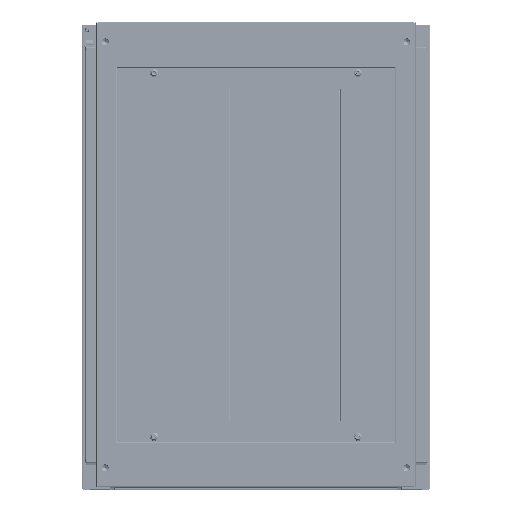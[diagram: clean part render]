
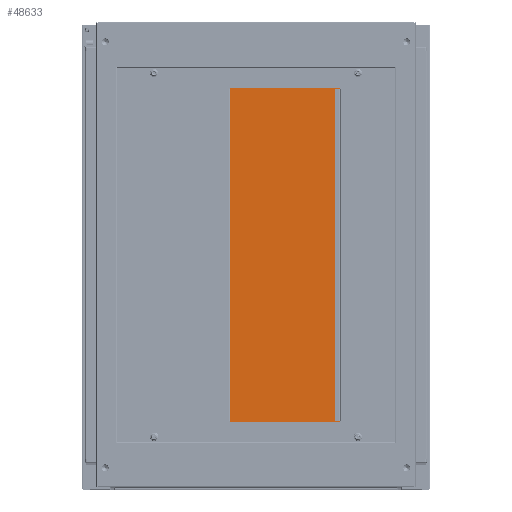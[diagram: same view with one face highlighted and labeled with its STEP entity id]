
A CAD part, top view. The second image highlights one B-rep face of the part: STEP entity #48633.
In plain terms, the highlighted face is planar.
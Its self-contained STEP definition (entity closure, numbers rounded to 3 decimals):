
#36194 = LINE ( 'NONE', #41005, #36209 ) ;
#36209 = VECTOR ( 'NONE', #41010, 1000. ) ;
#36217 = LINE ( 'NONE', #41013, #36219 ) ;
#36219 = VECTOR ( 'NONE', #41014, 1000. ) ;
#36220 = LINE ( 'NONE', #41015, #36222 ) ;
#36222 = VECTOR ( 'NONE', #41016, 1000. ) ;
#36224 = LINE ( 'NONE', #41017, #36227 ) ;
#36227 = VECTOR ( 'NONE', #41018, 1000. ) ;
#36229 = LINE ( 'NONE', #41019, #36231 ) ;
#36231 = VECTOR ( 'NONE', #41020, 1000. ) ;
#36232 = LINE ( 'NONE', #41021, #36234 ) ;
#36234 = VECTOR ( 'NONE', #41022, 1000. ) ;
#36237 = LINE ( 'NONE', #41023, #36238 ) ;
#36238 = VECTOR ( 'NONE', #41024, 1000. ) ;
#36240 = LINE ( 'NONE', #41025, #36241 ) ;
#36241 = VECTOR ( 'NONE', #41026, 1000. ) ;
#41005 = CARTESIAN_POINT ( 'NONE',  ( -300., 99., 1.5 ) ) ;
#41010 = DIRECTION ( 'NONE',  ( -1., 0., 0. ) ) ;
#41013 = CARTESIAN_POINT ( 'NONE',  ( -300., 99., 1.5 ) ) ;
#41014 = DIRECTION ( 'NONE',  ( 0., -1., 0. ) ) ;
#41015 = CARTESIAN_POINT ( 'NONE',  ( -300., -99., 1.5 ) ) ;
#41016 = DIRECTION ( 'NONE',  ( 1., 0., 0. ) ) ;
#41017 = CARTESIAN_POINT ( 'NONE',  ( 285., -98., 1.5 ) ) ;
#41018 = DIRECTION ( 'NONE',  ( 0., -1., 0. ) ) ;
#41019 = CARTESIAN_POINT ( 'NONE',  ( 285., -97.99, 1.5 ) ) ;
#41020 = DIRECTION ( 'NONE',  ( -1., 0., 0. ) ) ;
#41021 = CARTESIAN_POINT ( 'NONE',  ( 300., 99., 1.5 ) ) ;
#41022 = DIRECTION ( 'NONE',  ( 0., 1., 0. ) ) ;
#41023 = CARTESIAN_POINT ( 'NONE',  ( -300., -99., 1.5 ) ) ;
#41024 = DIRECTION ( 'NONE',  ( 1., 0., 0. ) ) ;
#41025 = CARTESIAN_POINT ( 'NONE',  ( -285., -98., 1.5 ) ) ;
#41026 = DIRECTION ( 'NONE',  ( 0., -1., 0. ) ) ;
#42595 = AXIS2_PLACEMENT_3D ( 'NONE', #76092, #76102, #76103 ) ;
#48633 = ADVANCED_FACE ( 'NONE', ( #83424 ), #76097, .T. ) ;
#62751 = EDGE_LOOP ( 'NONE', ( #79215, #79216, #79217, #79218, #79219, #79220, #79221, #79222 ) ) ;
#66409 = EDGE_CURVE ( 'NONE', #137191, #137190, #36194, .T. ) ;
#66414 = EDGE_CURVE ( 'NONE', #137190, #137189, #36217, .T. ) ;
#66416 = EDGE_CURVE ( 'NONE', #137193, #137192, #36220, .T. ) ;
#66418 = EDGE_CURVE ( 'NONE', #137195, #137193, #36224, .T. ) ;
#66420 = EDGE_CURVE ( 'NONE', #137195, #137194, #36229, .T. ) ;
#66422 = EDGE_CURVE ( 'NONE', #137192, #137191, #36232, .T. ) ;
#66424 = EDGE_CURVE ( 'NONE', #137189, #137188, #36237, .T. ) ;
#66427 = EDGE_CURVE ( 'NONE', #137194, #137188, #36240, .T. ) ;
#76092 = CARTESIAN_POINT ( 'NONE',  ( -300., -99., 1.5 ) ) ;
#76097 = PLANE ( 'NONE',  #42595 ) ;
#76102 = DIRECTION ( 'NONE',  ( 0., 0., 1. ) ) ;
#76103 = DIRECTION ( 'NONE',  ( 1., 0., 0. ) ) ;
#79215 = ORIENTED_EDGE ( 'NONE', *, *, #66420, .F. ) ;
#79216 = ORIENTED_EDGE ( 'NONE', *, *, #66418, .T. ) ;
#79217 = ORIENTED_EDGE ( 'NONE', *, *, #66416, .T. ) ;
#79218 = ORIENTED_EDGE ( 'NONE', *, *, #66422, .T. ) ;
#79219 = ORIENTED_EDGE ( 'NONE', *, *, #66409, .T. ) ;
#79220 = ORIENTED_EDGE ( 'NONE', *, *, #66414, .T. ) ;
#79221 = ORIENTED_EDGE ( 'NONE', *, *, #66424, .T. ) ;
#79222 = ORIENTED_EDGE ( 'NONE', *, *, #66427, .F. ) ;
#83424 = FACE_OUTER_BOUND ( 'NONE', #62751, .T. ) ;
#104529 = CARTESIAN_POINT ( 'NONE',  ( -285., -99., 1.5 ) ) ;
#104532 = CARTESIAN_POINT ( 'NONE',  ( -300., -99., 1.5 ) ) ;
#104535 = CARTESIAN_POINT ( 'NONE',  ( -300., 99., 1.5 ) ) ;
#104539 = CARTESIAN_POINT ( 'NONE',  ( 300., 99., 1.5 ) ) ;
#104541 = CARTESIAN_POINT ( 'NONE',  ( 300., -99., 1.5 ) ) ;
#104544 = CARTESIAN_POINT ( 'NONE',  ( 285., -99., 1.5 ) ) ;
#104546 = CARTESIAN_POINT ( 'NONE',  ( -285., -97.99, 1.5 ) ) ;
#104548 = CARTESIAN_POINT ( 'NONE',  ( 285., -97.99, 1.5 ) ) ;
#137188 = VERTEX_POINT ( 'NONE', #104529 ) ;
#137189 = VERTEX_POINT ( 'NONE', #104532 ) ;
#137190 = VERTEX_POINT ( 'NONE', #104535 ) ;
#137191 = VERTEX_POINT ( 'NONE', #104539 ) ;
#137192 = VERTEX_POINT ( 'NONE', #104541 ) ;
#137193 = VERTEX_POINT ( 'NONE', #104544 ) ;
#137194 = VERTEX_POINT ( 'NONE', #104546 ) ;
#137195 = VERTEX_POINT ( 'NONE', #104548 ) ;
